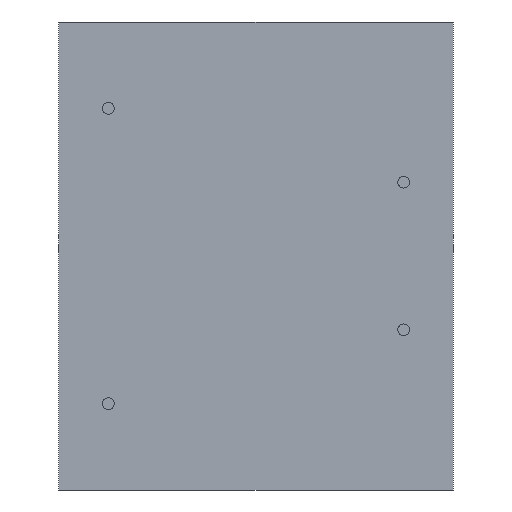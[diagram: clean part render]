
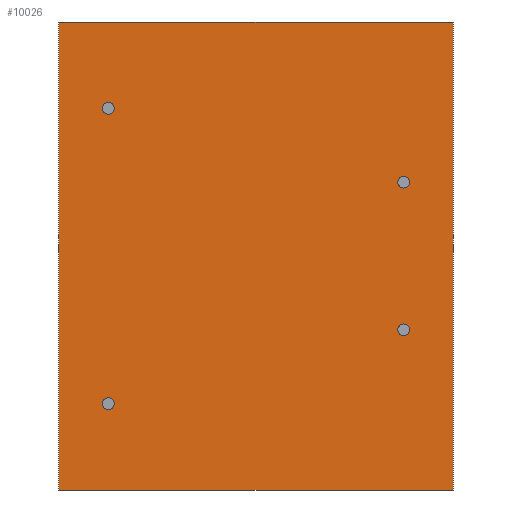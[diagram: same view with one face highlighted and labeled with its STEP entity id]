
A CAD part, front view. The second image highlights one B-rep face of the part: STEP entity #10026.
In plain terms, the highlighted planar face has unit normal (0, -1, 0).
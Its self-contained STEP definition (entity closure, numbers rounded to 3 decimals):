
#244 = EDGE_CURVE ( 'NONE', #867, #1106, #3514, .T. ) ;
#257 = ORIENTED_EDGE ( 'NONE', *, *, #10546, .F. ) ;
#294 = CARTESIAN_POINT ( 'NONE',  ( 3.35, 4., -5.85 ) ) ;
#510 = VERTEX_POINT ( 'NONE', #6921 ) ;
#728 = VECTOR ( 'NONE', #7247, 1000. ) ;
#867 = VERTEX_POINT ( 'NONE', #2971 ) ;
#882 = CARTESIAN_POINT ( 'NONE',  ( 3.35, 4., -26.25 ) ) ;
#966 = ORIENTED_EDGE ( 'NONE', *, *, #4802, .F. ) ;
#1106 = VERTEX_POINT ( 'NONE', #6850 ) ;
#1320 = EDGE_LOOP ( 'NONE', ( #4086, #966 ) ) ;
#1381 = CARTESIAN_POINT ( 'NONE',  ( 0., 4., 0. ) ) ;
#1657 = DIRECTION ( 'NONE',  ( 0., 0., 1. ) ) ;
#1848 = CARTESIAN_POINT ( 'NONE',  ( 23.35, 4., -20.85 ) ) ;
#1894 = DIRECTION ( 'NONE',  ( 0., 0., -1. ) ) ;
#1912 = ORIENTED_EDGE ( 'NONE', *, *, #9284, .T. ) ;
#1943 = DIRECTION ( 'NONE',  ( 0., -1., 0. ) ) ;
#1969 = EDGE_CURVE ( 'NONE', #8378, #13208, #2501, .T. ) ;
#2031 = AXIS2_PLACEMENT_3D ( 'NONE', #2748, #7925, #4844 ) ;
#2077 = ORIENTED_EDGE ( 'NONE', *, *, #244, .F. ) ;
#2160 = CARTESIAN_POINT ( 'NONE',  ( 0., 4., -31.7 ) ) ;
#2253 = AXIS2_PLACEMENT_3D ( 'NONE', #6246, #11495, #5216 ) ;
#2465 = CARTESIAN_POINT ( 'NONE',  ( 3.35, 4., -5.45 ) ) ;
#2501 = LINE ( 'NONE', #5337, #10507 ) ;
#2513 = CARTESIAN_POINT ( 'NONE',  ( 26.7, 4., 0. ) ) ;
#2698 = CARTESIAN_POINT ( 'NONE',  ( 3.35, 4., -5.85 ) ) ;
#2748 = CARTESIAN_POINT ( 'NONE',  ( 26.7, 4., -31.7 ) ) ;
#2749 = EDGE_LOOP ( 'NONE', ( #11174, #12508 ) ) ;
#2971 = CARTESIAN_POINT ( 'NONE',  ( 23.35, 4., -21.25 ) ) ;
#3358 = CARTESIAN_POINT ( 'NONE',  ( 0., 4., -31.7 ) ) ;
#3362 = VERTEX_POINT ( 'NONE', #2465 ) ;
#3364 = EDGE_LOOP ( 'NONE', ( #6438, #9069 ) ) ;
#3424 = FACE_BOUND ( 'NONE', #1320, .T. ) ;
#3458 = CARTESIAN_POINT ( 'NONE',  ( 26.7, 4., -31.7 ) ) ;
#3514 = CIRCLE ( 'NONE', #2253, 0.4 ) ;
#3636 = DIRECTION ( 'NONE',  ( 0., 0., -1. ) ) ;
#4086 = ORIENTED_EDGE ( 'NONE', *, *, #5979, .F. ) ;
#4421 = FACE_BOUND ( 'NONE', #2749, .T. ) ;
#4569 = DIRECTION ( 'NONE',  ( 0., 0., -1. ) ) ;
#4629 = CARTESIAN_POINT ( 'NONE',  ( 3.35, 4., -25.85 ) ) ;
#4802 = EDGE_CURVE ( 'NONE', #11171, #510, #6041, .T. ) ;
#4844 = DIRECTION ( 'NONE',  ( 0., 0., -1. ) ) ;
#5216 = DIRECTION ( 'NONE',  ( 0., 0., -1. ) ) ;
#5236 = VERTEX_POINT ( 'NONE', #3358 ) ;
#5244 = VERTEX_POINT ( 'NONE', #8891 ) ;
#5249 = VERTEX_POINT ( 'NONE', #5720 ) ;
#5337 = CARTESIAN_POINT ( 'NONE',  ( 26.7, 4., 0. ) ) ;
#5364 = CARTESIAN_POINT ( 'NONE',  ( 3.35, 4., -25.85 ) ) ;
#5371 = EDGE_CURVE ( 'NONE', #5244, #5249, #13457, .T. ) ;
#5412 = FACE_BOUND ( 'NONE', #12245, .T. ) ;
#5438 = EDGE_LOOP ( 'NONE', ( #10032, #257, #1912, #11783 ) ) ;
#5459 = ORIENTED_EDGE ( 'NONE', *, *, #7423, .F. ) ;
#5485 = DIRECTION ( 'NONE',  ( 1., 0., 0. ) ) ;
#5605 = AXIS2_PLACEMENT_3D ( 'NONE', #294, #7650, #4569 ) ;
#5639 = AXIS2_PLACEMENT_3D ( 'NONE', #7853, #5788, #7901 ) ;
#5651 = DIRECTION ( 'NONE',  ( 0., 0., -1. ) ) ;
#5688 = DIRECTION ( 'NONE',  ( 0., -1., 0. ) ) ;
#5720 = CARTESIAN_POINT ( 'NONE',  ( 23.35, 4., -11.25 ) ) ;
#5788 = DIRECTION ( 'NONE',  ( 0., -1., 0. ) ) ;
#5979 = EDGE_CURVE ( 'NONE', #510, #11171, #9591, .T. ) ;
#6041 = CIRCLE ( 'NONE', #13378, 0.4 ) ;
#6246 = CARTESIAN_POINT ( 'NONE',  ( 23.35, 4., -20.85 ) ) ;
#6320 = CIRCLE ( 'NONE', #5605, 0.4 ) ;
#6384 = VERTEX_POINT ( 'NONE', #8402 ) ;
#6410 = LINE ( 'NONE', #8273, #728 ) ;
#6438 = ORIENTED_EDGE ( 'NONE', *, *, #5371, .F. ) ;
#6540 = DIRECTION ( 'NONE',  ( 0., 0., -1. ) ) ;
#6695 = VECTOR ( 'NONE', #1657, 1000. ) ;
#6703 = CARTESIAN_POINT ( 'NONE',  ( 26.7, 4., -31.7 ) ) ;
#6796 = AXIS2_PLACEMENT_3D ( 'NONE', #1848, #1943, #1894 ) ;
#6850 = CARTESIAN_POINT ( 'NONE',  ( 23.35, 4., -20.45 ) ) ;
#6898 = FACE_OUTER_BOUND ( 'NONE', #5438, .T. ) ;
#6921 = CARTESIAN_POINT ( 'NONE',  ( 3.35, 4., -25.45 ) ) ;
#7122 = VERTEX_POINT ( 'NONE', #3458 ) ;
#7224 = EDGE_CURVE ( 'NONE', #7122, #13208, #11714, .T. ) ;
#7247 = DIRECTION ( 'NONE',  ( 1., 0., 0. ) ) ;
#7305 = AXIS2_PLACEMENT_3D ( 'NONE', #2698, #8983, #3636 ) ;
#7365 = VECTOR ( 'NONE', #9624, 1000. ) ;
#7423 = EDGE_CURVE ( 'NONE', #1106, #867, #13218, .T. ) ;
#7650 = DIRECTION ( 'NONE',  ( 0., -1., 0. ) ) ;
#7768 = EDGE_CURVE ( 'NONE', #5249, #5244, #13542, .T. ) ;
#7853 = CARTESIAN_POINT ( 'NONE',  ( 23.35, 4., -10.85 ) ) ;
#7901 = DIRECTION ( 'NONE',  ( 0., 0., -1. ) ) ;
#7925 = DIRECTION ( 'NONE',  ( 0., -1., 0. ) ) ;
#8273 = CARTESIAN_POINT ( 'NONE',  ( 26.7, 4., -31.7 ) ) ;
#8372 = EDGE_CURVE ( 'NONE', #6384, #3362, #6320, .T. ) ;
#8378 = VERTEX_POINT ( 'NONE', #1381 ) ;
#8402 = CARTESIAN_POINT ( 'NONE',  ( 3.35, 4., -6.25 ) ) ;
#8706 = LINE ( 'NONE', #2160, #7365 ) ;
#8891 = CARTESIAN_POINT ( 'NONE',  ( 23.35, 4., -10.45 ) ) ;
#8983 = DIRECTION ( 'NONE',  ( 0., -1., 0. ) ) ;
#9069 = ORIENTED_EDGE ( 'NONE', *, *, #7768, .F. ) ;
#9257 = AXIS2_PLACEMENT_3D ( 'NONE', #13702, #9297, #11379 ) ;
#9284 = EDGE_CURVE ( 'NONE', #5236, #7122, #6410, .T. ) ;
#9297 = DIRECTION ( 'NONE',  ( 0., -1., 0. ) ) ;
#9591 = CIRCLE ( 'NONE', #11546, 0.4 ) ;
#9624 = DIRECTION ( 'NONE',  ( 0., 0., 1. ) ) ;
#9995 = EDGE_CURVE ( 'NONE', #3362, #6384, #10767, .T. ) ;
#10026 = ADVANCED_FACE ( 'NONE', ( #11938, #3424, #6898, #5412, #4421 ), #10115, .T. ) ;
#10032 = ORIENTED_EDGE ( 'NONE', *, *, #1969, .F. ) ;
#10115 = PLANE ( 'NONE',  #2031 ) ;
#10507 = VECTOR ( 'NONE', #5485, 1000. ) ;
#10546 = EDGE_CURVE ( 'NONE', #5236, #8378, #8706, .T. ) ;
#10767 = CIRCLE ( 'NONE', #7305, 0.4 ) ;
#11171 = VERTEX_POINT ( 'NONE', #882 ) ;
#11174 = ORIENTED_EDGE ( 'NONE', *, *, #9995, .F. ) ;
#11379 = DIRECTION ( 'NONE',  ( 0., 0., -1. ) ) ;
#11495 = DIRECTION ( 'NONE',  ( 0., -1., 0. ) ) ;
#11546 = AXIS2_PLACEMENT_3D ( 'NONE', #4629, #5688, #5651 ) ;
#11714 = LINE ( 'NONE', #6703, #6695 ) ;
#11783 = ORIENTED_EDGE ( 'NONE', *, *, #7224, .T. ) ;
#11938 = FACE_BOUND ( 'NONE', #3364, .T. ) ;
#12245 = EDGE_LOOP ( 'NONE', ( #5459, #2077 ) ) ;
#12508 = ORIENTED_EDGE ( 'NONE', *, *, #8372, .F. ) ;
#13208 = VERTEX_POINT ( 'NONE', #2513 ) ;
#13218 = CIRCLE ( 'NONE', #6796, 0.4 ) ;
#13378 = AXIS2_PLACEMENT_3D ( 'NONE', #5364, #13868, #6540 ) ;
#13457 = CIRCLE ( 'NONE', #9257, 0.4 ) ;
#13542 = CIRCLE ( 'NONE', #5639, 0.4 ) ;
#13702 = CARTESIAN_POINT ( 'NONE',  ( 23.35, 4., -10.85 ) ) ;
#13868 = DIRECTION ( 'NONE',  ( 0., -1., 0. ) ) ;
